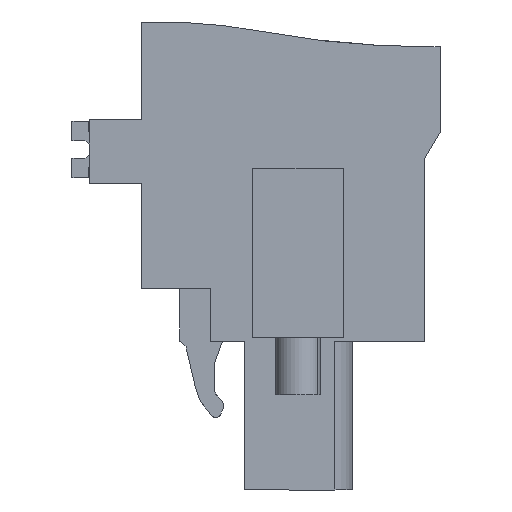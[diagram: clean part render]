
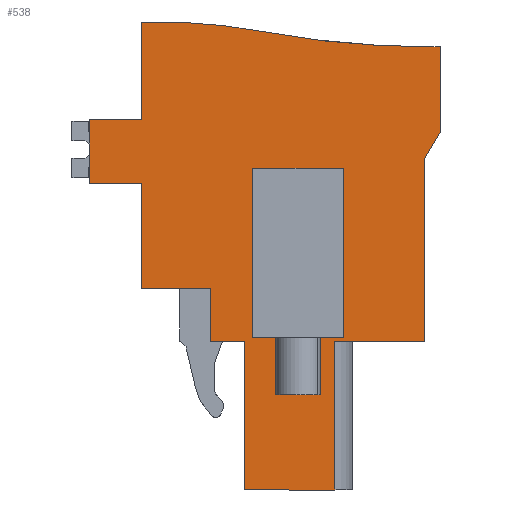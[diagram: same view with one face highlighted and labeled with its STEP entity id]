
A CAD part, left-side view. The second image highlights one B-rep face of the part: STEP entity #538.
In plain terms, the highlighted planar face has unit normal (-1, 0, 0).
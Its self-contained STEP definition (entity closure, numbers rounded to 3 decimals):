
#380=AXIS2_PLACEMENT_3D('Plane Axis2P3D',#377,#378,#379) ;
#393=AXIS2_PLACEMENT_3D('Circle Axis2P3D',#391,#392,$) ;
#400=AXIS2_PLACEMENT_3D('Circle Axis2P3D',#398,#399,$) ;
#49=CARTESIAN_POINT('Vertex',(4.9,12.85,8.35)) ;
#52=CARTESIAN_POINT('Line Origine',(4.9,12.85,9.825)) ;
#56=CARTESIAN_POINT('Vertex',(4.9,12.85,11.3)) ;
#343=CARTESIAN_POINT('Vertex',(4.9,10.937,8.35)) ;
#346=CARTESIAN_POINT('Line Origine',(4.9,11.893,8.35)) ;
#377=CARTESIAN_POINT('Axis2P3D Location',(4.9,3.817,22.4)) ;
#382=CARTESIAN_POINT('Line Origine',(4.9,0.,22.459)) ;
#386=CARTESIAN_POINT('Vertex',(4.9,0.,20.059)) ;
#388=CARTESIAN_POINT('Vertex',(4.9,0.,24.859)) ;
#391=CARTESIAN_POINT('Axis2P3D Location',(4.9,0.92,72.85)) ;
#395=CARTESIAN_POINT('Vertex',(4.9,9.844,25.687)) ;
#398=CARTESIAN_POINT('Axis2P3D Location',(4.9,15.85,-6.057)) ;
#402=CARTESIAN_POINT('Vertex',(4.9,16.75,26.237)) ;
#405=CARTESIAN_POINT('Line Origine',(4.9,16.75,23.494)) ;
#409=CARTESIAN_POINT('Vertex',(4.9,16.75,20.75)) ;
#412=CARTESIAN_POINT('Line Origine',(4.9,18.2,20.75)) ;
#416=CARTESIAN_POINT('Vertex',(4.9,19.65,20.75)) ;
#419=CARTESIAN_POINT('Line Origine',(4.9,19.65,18.975)) ;
#423=CARTESIAN_POINT('Vertex',(4.9,19.65,17.2)) ;
#426=CARTESIAN_POINT('Line Origine',(4.9,18.2,17.2)) ;
#430=CARTESIAN_POINT('Vertex',(4.9,16.75,17.2)) ;
#433=CARTESIAN_POINT('Line Origine',(4.9,16.75,14.25)) ;
#437=CARTESIAN_POINT('Vertex',(4.9,16.75,11.3)) ;
#440=CARTESIAN_POINT('Line Origine',(4.9,14.8,11.3)) ;
#445=CARTESIAN_POINT('Line Origine',(4.9,10.937,4.175)) ;
#449=CARTESIAN_POINT('Vertex',(4.9,10.937,0.)) ;
#452=CARTESIAN_POINT('Line Origine',(4.9,8.414,0.)) ;
#456=CARTESIAN_POINT('Vertex',(4.9,5.891,0.)) ;
#459=CARTESIAN_POINT('Line Origine',(4.9,5.891,4.175)) ;
#463=CARTESIAN_POINT('Vertex',(4.9,5.891,8.35)) ;
#466=CARTESIAN_POINT('Line Origine',(4.9,3.396,8.35)) ;
#470=CARTESIAN_POINT('Vertex',(4.9,0.9,8.35)) ;
#473=CARTESIAN_POINT('Line Origine',(4.9,0.9,13.425)) ;
#477=CARTESIAN_POINT('Vertex',(4.9,0.9,18.5)) ;
#480=CARTESIAN_POINT('Line Origine',(4.9,0.45,19.279)) ;
#504=CARTESIAN_POINT('Line Origine',(4.9,7.964,8.55)) ;
#508=CARTESIAN_POINT('Vertex',(4.9,10.514,8.55)) ;
#510=CARTESIAN_POINT('Vertex',(4.9,5.414,8.55)) ;
#513=CARTESIAN_POINT('Line Origine',(4.9,10.514,13.3)) ;
#517=CARTESIAN_POINT('Vertex',(4.9,10.514,18.05)) ;
#520=CARTESIAN_POINT('Line Origine',(4.9,7.964,18.05)) ;
#524=CARTESIAN_POINT('Vertex',(4.9,5.414,18.05)) ;
#527=CARTESIAN_POINT('Line Origine',(4.9,5.414,13.3)) ;
#53=DIRECTION('Vector Direction',(0.,0.,1.)) ;
#347=DIRECTION('Vector Direction',(0.,1.,0.)) ;
#378=DIRECTION('Axis2P3D Direction',(1.,0.,0.)) ;
#379=DIRECTION('Axis2P3D XDirection',(0.,1.,0.)) ;
#383=DIRECTION('Vector Direction',(0.,0.,1.)) ;
#392=DIRECTION('Axis2P3D Direction',(1.,0.,0.)) ;
#399=DIRECTION('Axis2P3D Direction',(1.,0.,0.)) ;
#406=DIRECTION('Vector Direction',(0.,0.,1.)) ;
#413=DIRECTION('Vector Direction',(0.,-1.,0.)) ;
#420=DIRECTION('Vector Direction',(0.,0.,1.)) ;
#427=DIRECTION('Vector Direction',(0.,1.,0.)) ;
#434=DIRECTION('Vector Direction',(0.,0.,1.)) ;
#441=DIRECTION('Vector Direction',(0.,-1.,0.)) ;
#446=DIRECTION('Vector Direction',(0.,0.,-1.)) ;
#453=DIRECTION('Vector Direction',(0.,-1.,0.)) ;
#460=DIRECTION('Vector Direction',(0.,0.,-1.)) ;
#467=DIRECTION('Vector Direction',(0.,1.,0.)) ;
#474=DIRECTION('Vector Direction',(0.,0.,-1.)) ;
#481=DIRECTION('Vector Direction',(0.,-0.5,0.866)) ;
#505=DIRECTION('Vector Direction',(0.,-1.,0.)) ;
#514=DIRECTION('Vector Direction',(0.,0.,-1.)) ;
#521=DIRECTION('Vector Direction',(0.,-1.,0.)) ;
#528=DIRECTION('Vector Direction',(0.,0.,-1.)) ;
#54=VECTOR('Line Direction',#53,1.) ;
#348=VECTOR('Line Direction',#347,1.) ;
#384=VECTOR('Line Direction',#383,1.) ;
#407=VECTOR('Line Direction',#406,1.) ;
#414=VECTOR('Line Direction',#413,1.) ;
#421=VECTOR('Line Direction',#420,1.) ;
#428=VECTOR('Line Direction',#427,1.) ;
#435=VECTOR('Line Direction',#434,1.) ;
#442=VECTOR('Line Direction',#441,1.) ;
#447=VECTOR('Line Direction',#446,1.) ;
#454=VECTOR('Line Direction',#453,1.) ;
#461=VECTOR('Line Direction',#460,1.) ;
#468=VECTOR('Line Direction',#467,1.) ;
#475=VECTOR('Line Direction',#474,1.) ;
#482=VECTOR('Line Direction',#481,1.) ;
#506=VECTOR('Line Direction',#505,1.) ;
#515=VECTOR('Line Direction',#514,1.) ;
#522=VECTOR('Line Direction',#521,1.) ;
#529=VECTOR('Line Direction',#528,1.) ;
#486=ORIENTED_EDGE('',*,*,#390,.T.) ;
#487=ORIENTED_EDGE('',*,*,#397,.T.) ;
#488=ORIENTED_EDGE('',*,*,#404,.F.) ;
#489=ORIENTED_EDGE('',*,*,#411,.F.) ;
#490=ORIENTED_EDGE('',*,*,#418,.F.) ;
#491=ORIENTED_EDGE('',*,*,#425,.F.) ;
#492=ORIENTED_EDGE('',*,*,#432,.F.) ;
#493=ORIENTED_EDGE('',*,*,#439,.F.) ;
#494=ORIENTED_EDGE('',*,*,#444,.T.) ;
#495=ORIENTED_EDGE('',*,*,#58,.F.) ;
#496=ORIENTED_EDGE('',*,*,#350,.F.) ;
#497=ORIENTED_EDGE('',*,*,#451,.T.) ;
#498=ORIENTED_EDGE('',*,*,#458,.T.) ;
#499=ORIENTED_EDGE('',*,*,#465,.F.) ;
#500=ORIENTED_EDGE('',*,*,#472,.F.) ;
#501=ORIENTED_EDGE('',*,*,#479,.F.) ;
#502=ORIENTED_EDGE('',*,*,#484,.T.) ;
#533=ORIENTED_EDGE('',*,*,#512,.F.) ;
#534=ORIENTED_EDGE('',*,*,#519,.F.) ;
#535=ORIENTED_EDGE('',*,*,#526,.F.) ;
#536=ORIENTED_EDGE('',*,*,#531,.T.) ;
#537=FACE_BOUND('',#532,.T.) ;
#538=ADVANCED_FACE('HOUSING',(#503,#537),#381,.F.) ;
#394=CIRCLE('generated circle',#393,48.) ;
#401=CIRCLE('generated circle',#400,32.307) ;
#58=EDGE_CURVE('',#50,#57,#55,.T.) ;
#350=EDGE_CURVE('',#344,#50,#349,.T.) ;
#390=EDGE_CURVE('',#387,#389,#385,.T.) ;
#397=EDGE_CURVE('',#389,#396,#394,.T.) ;
#404=EDGE_CURVE('',#403,#396,#401,.T.) ;
#411=EDGE_CURVE('',#410,#403,#408,.T.) ;
#418=EDGE_CURVE('',#417,#410,#415,.T.) ;
#425=EDGE_CURVE('',#424,#417,#422,.T.) ;
#432=EDGE_CURVE('',#431,#424,#429,.T.) ;
#439=EDGE_CURVE('',#438,#431,#436,.T.) ;
#444=EDGE_CURVE('',#438,#57,#443,.T.) ;
#451=EDGE_CURVE('',#344,#450,#448,.T.) ;
#458=EDGE_CURVE('',#450,#457,#455,.T.) ;
#465=EDGE_CURVE('',#464,#457,#462,.T.) ;
#472=EDGE_CURVE('',#471,#464,#469,.T.) ;
#479=EDGE_CURVE('',#478,#471,#476,.T.) ;
#484=EDGE_CURVE('',#478,#387,#483,.T.) ;
#512=EDGE_CURVE('',#509,#511,#507,.T.) ;
#519=EDGE_CURVE('',#518,#509,#516,.T.) ;
#526=EDGE_CURVE('',#525,#518,#523,.F.) ;
#531=EDGE_CURVE('',#525,#511,#530,.T.) ;
#485=EDGE_LOOP('',(#486,#487,#488,#489,#490,#491,#492,#493,#494,#495,#496,#497,#498,#499,#500,#501,#502)) ;
#532=EDGE_LOOP('',(#533,#534,#535,#536)) ;
#503=FACE_OUTER_BOUND('',#485,.T.) ;
#55=LINE('Line',#52,#54) ;
#349=LINE('Line',#346,#348) ;
#385=LINE('Line',#382,#384) ;
#408=LINE('Line',#405,#407) ;
#415=LINE('Line',#412,#414) ;
#422=LINE('Line',#419,#421) ;
#429=LINE('Line',#426,#428) ;
#436=LINE('Line',#433,#435) ;
#443=LINE('Line',#440,#442) ;
#448=LINE('Line',#445,#447) ;
#455=LINE('Line',#452,#454) ;
#462=LINE('Line',#459,#461) ;
#469=LINE('Line',#466,#468) ;
#476=LINE('Line',#473,#475) ;
#483=LINE('Line',#480,#482) ;
#507=LINE('Line',#504,#506) ;
#516=LINE('Line',#513,#515) ;
#523=LINE('Line',#520,#522) ;
#530=LINE('Line',#527,#529) ;
#381=PLANE('',#380) ;
#50=VERTEX_POINT('',#49) ;
#57=VERTEX_POINT('',#56) ;
#344=VERTEX_POINT('',#343) ;
#387=VERTEX_POINT('',#386) ;
#389=VERTEX_POINT('',#388) ;
#396=VERTEX_POINT('',#395) ;
#403=VERTEX_POINT('',#402) ;
#410=VERTEX_POINT('',#409) ;
#417=VERTEX_POINT('',#416) ;
#424=VERTEX_POINT('',#423) ;
#431=VERTEX_POINT('',#430) ;
#438=VERTEX_POINT('',#437) ;
#450=VERTEX_POINT('',#449) ;
#457=VERTEX_POINT('',#456) ;
#464=VERTEX_POINT('',#463) ;
#471=VERTEX_POINT('',#470) ;
#478=VERTEX_POINT('',#477) ;
#509=VERTEX_POINT('',#508) ;
#511=VERTEX_POINT('',#510) ;
#518=VERTEX_POINT('',#517) ;
#525=VERTEX_POINT('',#524) ;
